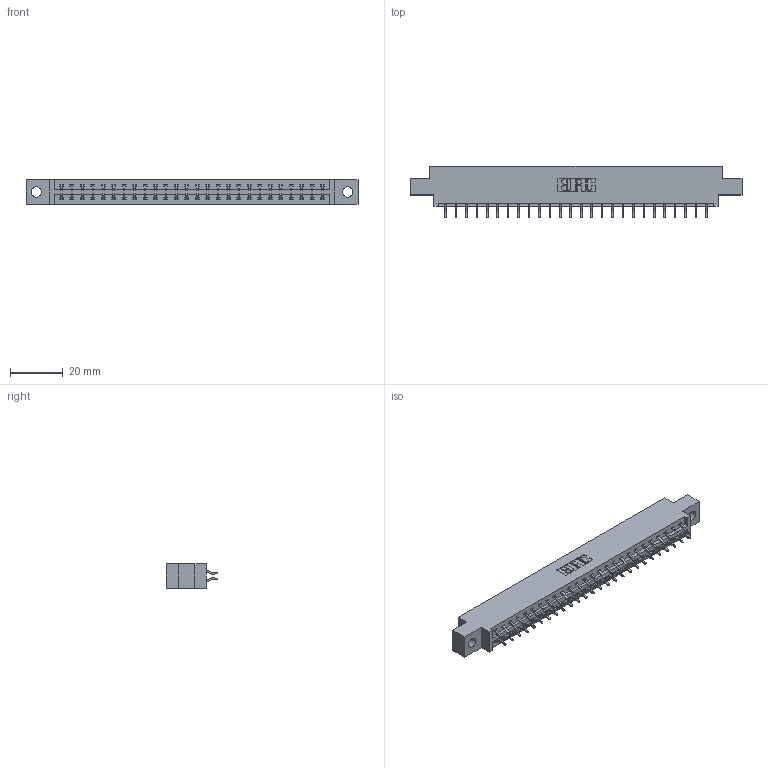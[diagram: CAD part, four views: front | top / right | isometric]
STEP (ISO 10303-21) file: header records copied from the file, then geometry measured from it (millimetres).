
FILE_DESCRIPTION (( 'STEP AP203' ), '1' );
FILE_NAME ('387-052-556-804.STEP', '2019-10-19T03:51:25', ( '' ), ( '' ), 'SwSTEP 2.0', 'SolidWorks 2016', '' );
FILE_SCHEMA (( 'CONFIG_CONTROL_DESIGN' ));
Length unit declared in the file: inch
Products named in the file (3): 345-292-001_556 Tail; 387-052-556-804; 337 Part_0.170 Offset - 0.156 Dia-TH
Assembly tree (53 placements, depth 2):
  387-052-556-804
    337 Part_0.170 Offset - 0.156 Dia-TH
    345-292-001_556 Tail  x52
Bounding box: 126.03 x 19.57 x 9.4 mm (x, y, z)
Volume: 12862.2 mm3; surface area: 14235.6 mm2
Topology: 53 solids, 53 shells, 3238 faces, 9631 edges, 6350 vertices
Faces by surface type: plane 2258, cylinder 980
Entity records: 22583 total; most frequent: CARTESIAN_POINT 3834, ORIENTED_EDGE 3758, DIRECTION 3279, EDGE_CURVE 1879, VECTOR 1743, LINE 1743, VERTEX_POINT 1250, AXIS2_PLACEMENT_3D 768
